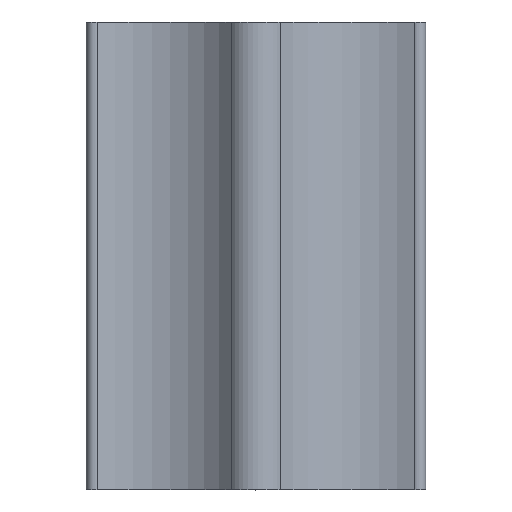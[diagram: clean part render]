
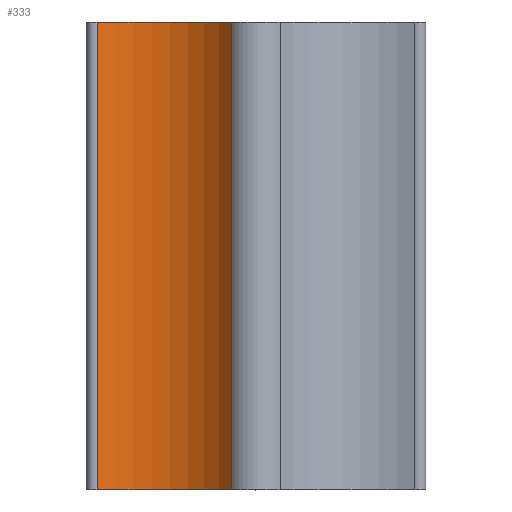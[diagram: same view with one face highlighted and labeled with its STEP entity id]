
A CAD part, top view. The second image highlights one B-rep face of the part: STEP entity #333.
In plain terms, the highlighted cylindrical face has radius 7.3 mm (diameter 14.6 mm), a partial arc.
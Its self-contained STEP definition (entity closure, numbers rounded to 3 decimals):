
#73 = VERTEX_POINT('',#74);
#74 = CARTESIAN_POINT('',(-10.178,45.,-6.709));
#83 = EDGE_CURVE('',#73,#84,#86,.T.);
#84 = VERTEX_POINT('',#85);
#85 = CARTESIAN_POINT('',(-1.57,45.,-4.523));
#86 = CIRCLE('',#87,7.3);
#87 = AXIS2_PLACEMENT_3D('',#88,#89,#90);
#88 = CARTESIAN_POINT('',(-7.3,45.,0.));
#89 = DIRECTION('',(0.,-1.,0.));
#90 = DIRECTION('',(1.,0.,0.));
#213 = VERTEX_POINT('',#214);
#214 = CARTESIAN_POINT('',(-10.178,15.,-6.709));
#267 = VERTEX_POINT('',#268);
#268 = CARTESIAN_POINT('',(-1.57,15.,-4.523));
#275 = EDGE_CURVE('',#213,#267,#276,.T.);
#276 = CIRCLE('',#277,7.3);
#277 = AXIS2_PLACEMENT_3D('',#278,#279,#280);
#278 = CARTESIAN_POINT('',(-7.3,15.,0.));
#279 = DIRECTION('',(0.,-1.,0.));
#280 = DIRECTION('',(1.,0.,0.));
#315 = EDGE_CURVE('',#73,#213,#316,.T.);
#316 = LINE('',#317,#318);
#317 = CARTESIAN_POINT('',(-10.178,45.,-6.709));
#318 = VECTOR('',#319,1.);
#319 = DIRECTION('',(0.,-1.,0.));
#333 = ADVANCED_FACE('',(#334),#345,.F.);
#334 = FACE_BOUND('',#335,.T.);
#335 = EDGE_LOOP('',(#336,#337,#338,#344));
#336 = ORIENTED_EDGE('',*,*,#315,.T.);
#337 = ORIENTED_EDGE('',*,*,#275,.T.);
#338 = ORIENTED_EDGE('',*,*,#339,.F.);
#339 = EDGE_CURVE('',#84,#267,#340,.T.);
#340 = LINE('',#341,#342);
#341 = CARTESIAN_POINT('',(-1.57,45.,-4.523));
#342 = VECTOR('',#343,1.);
#343 = DIRECTION('',(0.,-1.,0.));
#344 = ORIENTED_EDGE('',*,*,#83,.F.);
#345 = CYLINDRICAL_SURFACE('',#346,7.3);
#346 = AXIS2_PLACEMENT_3D('',#347,#348,#349);
#347 = CARTESIAN_POINT('',(-7.3,45.,0.));
#348 = DIRECTION('',(0.,1.,0.));
#349 = DIRECTION('',(1.,0.,0.));
